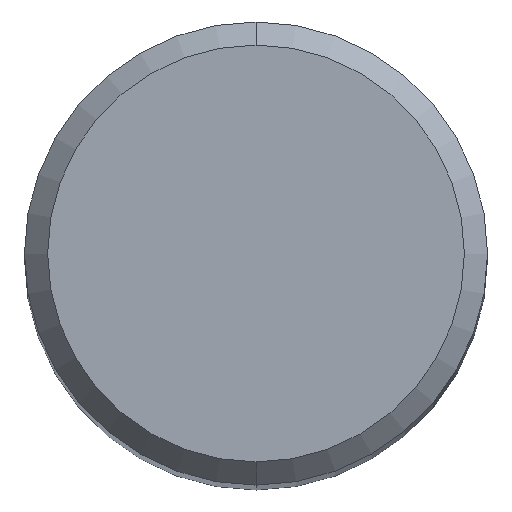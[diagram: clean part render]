
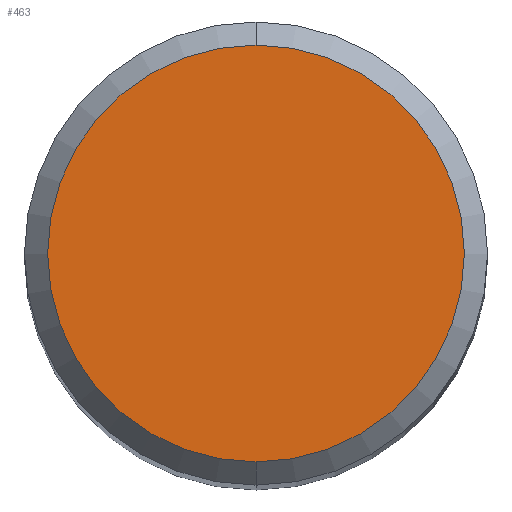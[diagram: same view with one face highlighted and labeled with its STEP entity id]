
A CAD part, top view. The second image highlights one B-rep face of the part: STEP entity #463.
In plain terms, the highlighted planar face has unit normal (0, 0, 1).
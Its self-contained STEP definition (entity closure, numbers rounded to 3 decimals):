
#455=EDGE_CURVE('',#503,#741,#1131,.T.);
#463=ADVANCED_FACE('',(#1139),#1140,.T.);
#503=VERTEX_POINT('',#1183);
#741=VERTEX_POINT('',#1444);
#743=EDGE_CURVE('',#741,#503,#1446,.T.);
#1131=CIRCLE('',#2510,3.6);
#1139=FACE_OUTER_BOUND('',#2545,.T.);
#1140=PLANE('',#2546);
#1183=CARTESIAN_POINT('',(0.,-3.6,0.0));
#1444=CARTESIAN_POINT('',(0.0,3.6,0.0));
#1446=CIRCLE('',#12188,3.6);
#2510=AXIS2_PLACEMENT_3D('',#15414,#15415,#15416);
#2545=EDGE_LOOP('',(#15421,#15422));
#2546=AXIS2_PLACEMENT_3D('',#15423,#15424,#15425);
#12188=AXIS2_PLACEMENT_3D('',#15750,#15751,#15752);
#15414=CARTESIAN_POINT('',(0.0,0.0,0.0));
#15415=DIRECTION('',(0.0,0.0,-1.0));
#15416=DIRECTION('',(0.0,1.0,0.0));
#15421=ORIENTED_EDGE('',*,*,#743,.F.);
#15422=ORIENTED_EDGE('',*,*,#455,.F.);
#15423=CARTESIAN_POINT('',(0.0,1.8,0.0));
#15424=DIRECTION('',(-0.0,0.0,1.0));
#15425=DIRECTION('',(0.0,-1.0,0.0));
#15750=CARTESIAN_POINT('',(0.0,0.0,0.0));
#15751=DIRECTION('',(0.0,0.0,-1.0));
#15752=DIRECTION('',(0.0,1.0,0.0));
